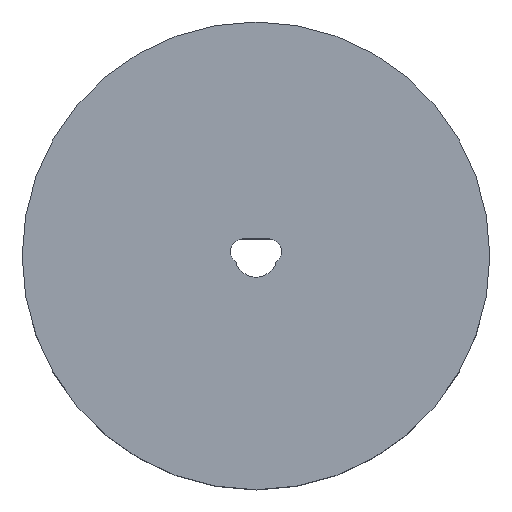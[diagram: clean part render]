
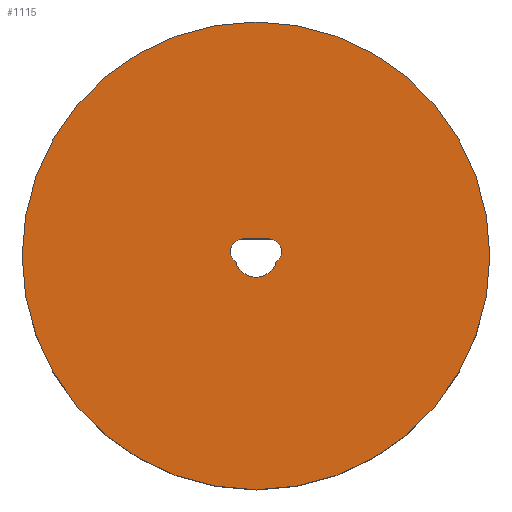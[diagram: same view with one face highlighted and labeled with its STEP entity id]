
A CAD part, top view. The second image highlights one B-rep face of the part: STEP entity #1115.
In plain terms, the highlighted planar face has unit normal (0, 0, 1).
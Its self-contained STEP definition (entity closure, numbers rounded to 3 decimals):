
#19=FACE_BOUND('',#188,.T.);
#23=CIRCLE('',#1191,1.5);
#25=CIRCLE('',#1194,2.5);
#27=CIRCLE('',#1197,1.5);
#31=CIRCLE('',#1203,27.5);
#32=CIRCLE('',#1204,27.5);
#125=FACE_OUTER_BOUND('',#187,.T.);
#187=EDGE_LOOP('',(#773,#774));
#188=EDGE_LOOP('',(#775,#776,#777,#778));
#244=LINE('',#1678,#349);
#349=VECTOR('',#1319,10.);
#454=VERTEX_POINT('',#1675);
#455=VERTEX_POINT('',#1677);
#457=VERTEX_POINT('',#1683);
#459=VERTEX_POINT('',#1689);
#463=VERTEX_POINT('',#1703);
#464=VERTEX_POINT('',#1705);
#569=EDGE_CURVE('',#455,#454,#244,.T.);
#572=EDGE_CURVE('',#457,#455,#23,.T.);
#575=EDGE_CURVE('',#459,#457,#25,.T.);
#578=EDGE_CURVE('',#454,#459,#27,.T.);
#583=EDGE_CURVE('',#464,#463,#31,.T.);
#584=EDGE_CURVE('',#463,#464,#32,.T.);
#773=ORIENTED_EDGE('',*,*,#583,.T.);
#774=ORIENTED_EDGE('',*,*,#584,.T.);
#775=ORIENTED_EDGE('',*,*,#575,.T.);
#776=ORIENTED_EDGE('',*,*,#572,.T.);
#777=ORIENTED_EDGE('',*,*,#569,.T.);
#778=ORIENTED_EDGE('',*,*,#578,.T.);
#1080=PLANE('',#1209);
#1115=ADVANCED_FACE('',(#125,#19),#1080,.T.);
#1191=AXIS2_PLACEMENT_3D('',#1684,#1325,#1326);
#1194=AXIS2_PLACEMENT_3D('',#1690,#1332,#1333);
#1197=AXIS2_PLACEMENT_3D('',#1694,#1339,#1340);
#1203=AXIS2_PLACEMENT_3D('',#1706,#1352,#1353);
#1204=AXIS2_PLACEMENT_3D('',#1707,#1354,#1355);
#1209=AXIS2_PLACEMENT_3D('',#1715,#1365,#1366);
#1319=DIRECTION('',(1.,0.,0.));
#1325=DIRECTION('center_axis',(0.,0.,-1.));
#1326=DIRECTION('ref_axis',(1.,0.,0.));
#1332=DIRECTION('center_axis',(0.,0.,-1.));
#1333=DIRECTION('ref_axis',(1.,0.,0.));
#1339=DIRECTION('center_axis',(0.,0.,-1.));
#1340=DIRECTION('ref_axis',(1.,0.,0.));
#1352=DIRECTION('center_axis',(0.,0.,1.));
#1353=DIRECTION('ref_axis',(1.,0.,0.));
#1354=DIRECTION('center_axis',(0.,0.,1.));
#1355=DIRECTION('ref_axis',(1.,0.,0.));
#1365=DIRECTION('center_axis',(0.,0.,1.));
#1366=DIRECTION('ref_axis',(1.,0.,0.));
#1675=CARTESIAN_POINT('',(1.5,2.,9.5));
#1677=CARTESIAN_POINT('',(-1.5,2.,9.5));
#1678=CARTESIAN_POINT('',(-0.75,2.,9.5));
#1683=CARTESIAN_POINT('',(-2.4,-0.7,9.5));
#1684=CARTESIAN_POINT('Origin',(-1.5,0.5,9.5));
#1689=CARTESIAN_POINT('',(2.4,-0.7,9.5));
#1690=CARTESIAN_POINT('Origin',(0.,0.,9.5));
#1694=CARTESIAN_POINT('Origin',(1.5,0.5,9.5));
#1703=CARTESIAN_POINT('',(-27.5,0.,9.5));
#1705=CARTESIAN_POINT('',(27.5,0.,9.5));
#1706=CARTESIAN_POINT('Origin',(0.,0.,9.5));
#1707=CARTESIAN_POINT('Origin',(0.,0.,9.5));
#1715=CARTESIAN_POINT('Origin',(0.,0.,9.5));
